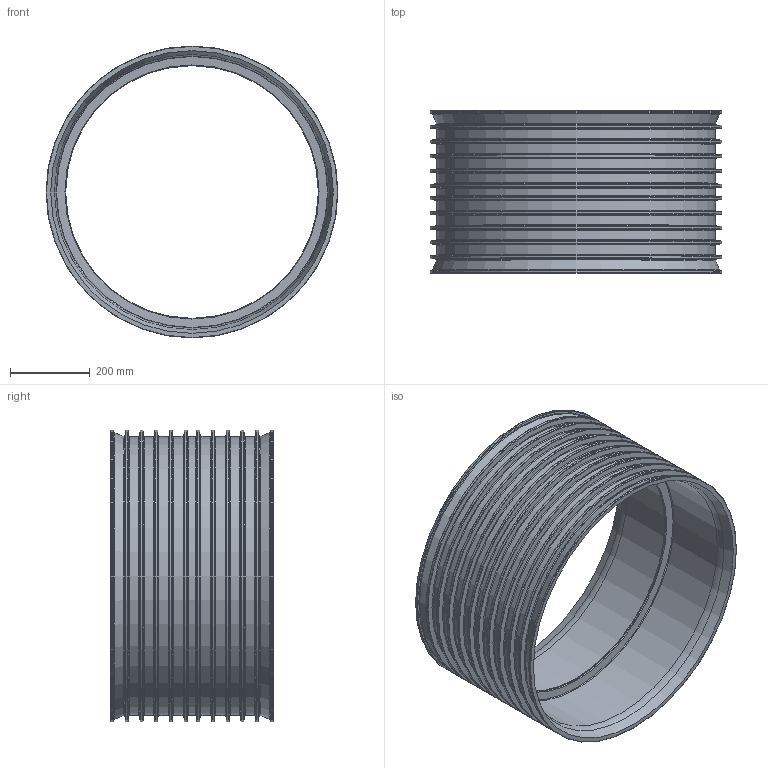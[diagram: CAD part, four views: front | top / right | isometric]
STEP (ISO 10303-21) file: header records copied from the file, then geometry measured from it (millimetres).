
FILE_DESCRIPTION(/* description */ (''),/* implementation_level */ '2;1');
FILE_NAME(/* name */ '661700z.stp',/* time_stamp */ '2025-02-17T12:13:45+01:00',/* author */ ('corinna'),/* organization */ (''),/* preprocessor_version */ 'ST-DEVELOPER v20',/* originating_system */ 'Autodesk Inventor 2024',/* authorisation */ '');
FILE_SCHEMA (('AUTOMOTIVE_DESIGN { 1 0 10303 214 3 1 1 }'));
Length unit declared in the file: millimetre
Products named in the file (1): 661700z
Bounding box: 734 x 408 x 734 mm (x, y, z)
Volume: 10870229.4 mm3; surface area: 2604076.4 mm2
Topology: 1 solids, 1 shells, 110 faces, 324 edges, 216 vertices
Faces by surface type: torus 54, cone 28, cylinder 26, plane 2
Full cylindrical faces by diameter (mm): 635 x1, 685 x2, 701.6 x11, 734 x12
Entity records: 3905 total; most frequent: DIRECTION 816, CARTESIAN_POINT 651, ORIENTED_EDGE 648, AXIS2_PLACEMENT_3D 381, EDGE_CURVE 324, CIRCLE 270, VERTEX_POINT 216, EDGE_LOOP 112
